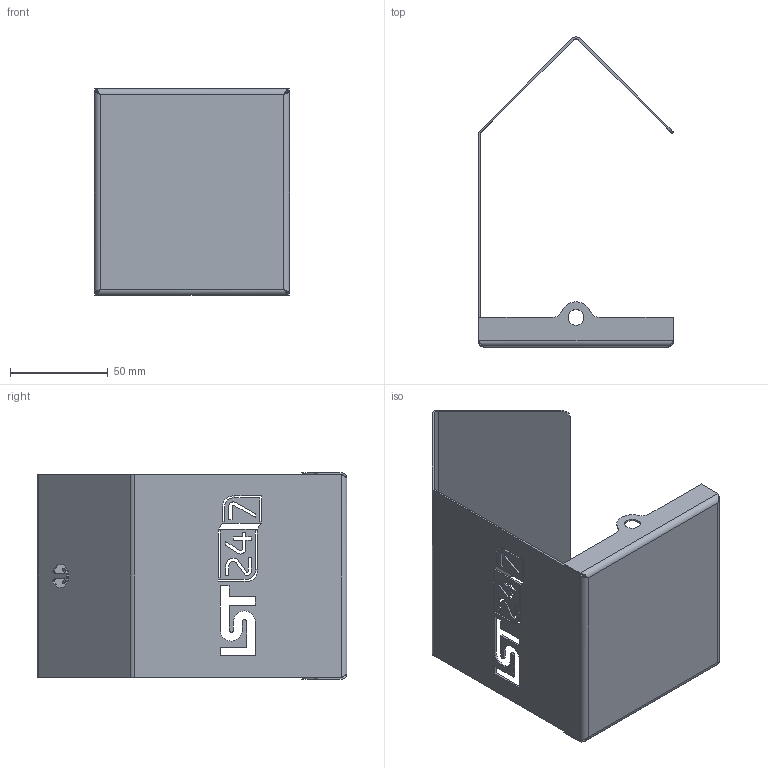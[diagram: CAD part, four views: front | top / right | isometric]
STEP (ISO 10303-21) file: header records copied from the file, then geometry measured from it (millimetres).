
FILE_DESCRIPTION (( 'STEP AP214' ), '1' );
FILE_NAME ('Vogelhaus.STEP', '2023-11-02T13:50:16', ( '' ), ( '' ), 'SwSTEP 2.0', 'SolidWorks 2020', '' );
FILE_SCHEMA (( 'AUTOMOTIVE_DESIGN' ));
Length unit declared in the file: millimetre
Products named in the file (1): Vogelhaus
Bounding box: 100 x 158.75 x 106 mm (x, y, z)
Volume: 39434.4 mm3; surface area: 80635.6 mm2
Topology: 1 solids, 1 shells, 182 faces, 508 edges, 328 vertices
Faces by surface type: plane 98, cylinder 76, bspline 8
Entity records: 6234 total; most frequent: CARTESIAN_POINT 1435, ORIENTED_EDGE 1016, DIRECTION 966, EDGE_CURVE 508, VECTOR 344, LINE 344, VERTEX_POINT 328, AXIS2_PLACEMENT_3D 311
